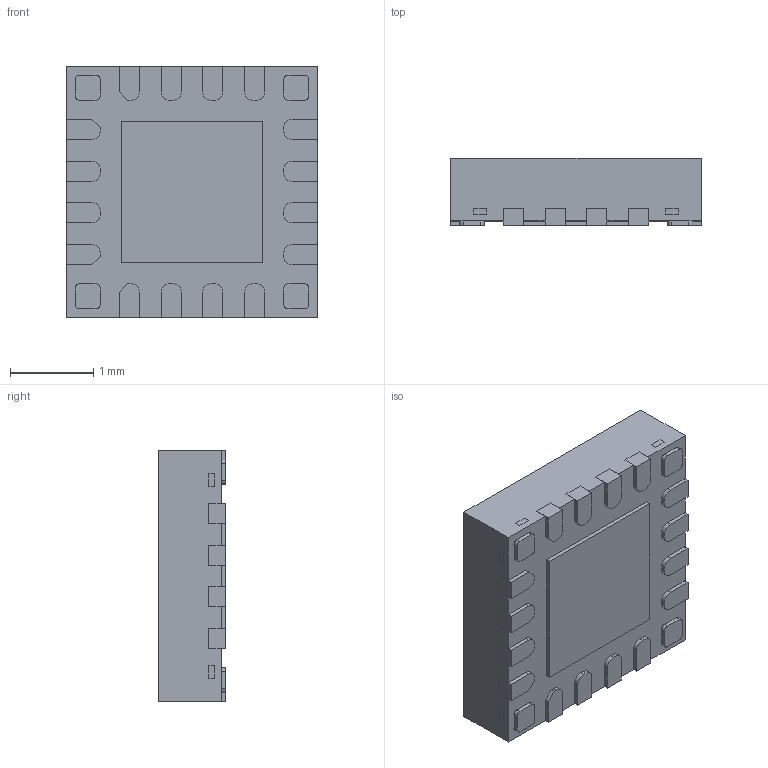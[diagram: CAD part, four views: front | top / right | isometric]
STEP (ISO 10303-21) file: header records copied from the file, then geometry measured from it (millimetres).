
FILE_DESCRIPTION (( 'STEP AP214' ), '1' );
FILE_NAME ('EFM8BB10F8G-A-QFN20.STEP', '2023-05-25T11:15:20', ( '' ), ( '' ), 'SwSTEP 2.0', 'SolidWorks 2021', '' );
FILE_SCHEMA (( 'AUTOMOTIVE_DESIGN' ));
Length unit declared in the file: millimetre
Products named in the file (1): EFM8BB10F8G-A-QFN20
Bounding box: 3 x 0.8 x 3 mm (x, y, z)
Volume: 7 mm3; surface area: 46.6 mm2
Topology: 31 solids, 31 shells, 412 faces, 1008 edges, 672 vertices
Faces by surface type: plane 320, cylinder 92
Entity records: 12340 total; most frequent: CARTESIAN_POINT 2093, DIRECTION 2018, ORIENTED_EDGE 2016, EDGE_CURVE 1008, VECTOR 824, LINE 824, VERTEX_POINT 672, AXIS2_PLACEMENT_3D 597
